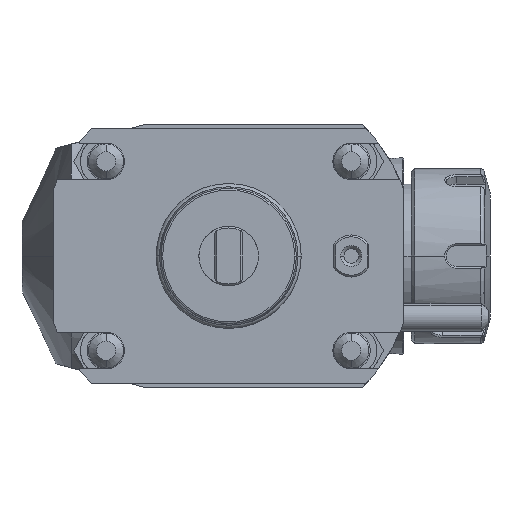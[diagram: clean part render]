
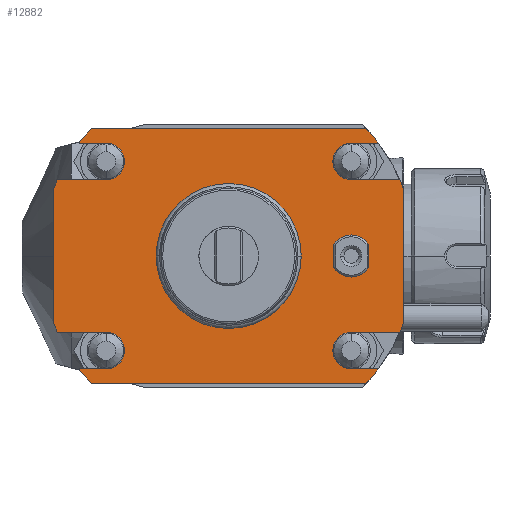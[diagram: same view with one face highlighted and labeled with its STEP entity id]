
A CAD part, front view. The second image highlights one B-rep face of the part: STEP entity #12882.
In plain terms, the highlighted planar face has unit normal (0, -1, 0).
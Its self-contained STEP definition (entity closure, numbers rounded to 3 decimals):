
#3966=DIRECTION('',(1.,0.,0.));
#3967=VECTOR('',#3966,7.687);
#3968=CARTESIAN_POINT('',(35.,0.,-32.25));
#3969=LINE('',#3968,#3967);
#3970=CARTESIAN_POINT('',(0.,0.,0.));
#3971=DIRECTION('',(0.,1.,0.));
#3972=DIRECTION('',(0.798,0.,-0.603));
#3973=AXIS2_PLACEMENT_3D('',#3970,#3971,#3972);
#3975=DIRECTION('',(-1.,0.,0.));
#3976=VECTOR('',#3975,78.23);
#3977=CARTESIAN_POINT('',(39.115,0.,-36.5));
#3978=LINE('',#3977,#3976);
#3979=CARTESIAN_POINT('',(0.,0.,0.));
#3980=DIRECTION('',(0.,1.,0.));
#3981=DIRECTION('',(-0.731,0.,-0.682));
#3982=AXIS2_PLACEMENT_3D('',#3979,#3980,#3981);
#3984=DIRECTION('',(1.,0.,0.));
#3985=VECTOR('',#3984,7.687);
#3986=CARTESIAN_POINT('',(-42.687,0.,-32.25));
#3987=LINE('',#3986,#3985);
#3988=CARTESIAN_POINT('',(-35.,0.,-27.));
#3989=DIRECTION('',(0.,-1.,0.));
#3990=DIRECTION('',(0.,0.,-1.));
#3991=AXIS2_PLACEMENT_3D('',#3988,#3989,#3990);
#3993=DIRECTION('',(-1.,0.,0.));
#3994=VECTOR('',#3993,13.879);
#3995=CARTESIAN_POINT('',(-35.,0.,-21.75));
#3996=LINE('',#3995,#3994);
#3997=CARTESIAN_POINT('',(0.,0.,0.));
#3998=DIRECTION('',(0.,1.,0.));
#3999=DIRECTION('',(-0.914,0.,-0.407));
#4000=AXIS2_PLACEMENT_3D('',#3997,#3998,#3999);
#4002=DIRECTION('',(0.,0.,1.));
#4003=VECTOR('',#4002,38.066);
#4004=CARTESIAN_POINT('',(-50.,0.,-19.033));
#4005=LINE('',#4004,#4003);
#4006=CARTESIAN_POINT('',(0.,0.,0.));
#4007=DIRECTION('',(0.,1.,0.));
#4008=DIRECTION('',(-0.935,0.,0.356));
#4009=AXIS2_PLACEMENT_3D('',#4006,#4007,#4008);
#4011=DIRECTION('',(1.,0.,0.));
#4012=VECTOR('',#4011,13.879);
#4013=CARTESIAN_POINT('',(-48.879,0.,21.75));
#4014=LINE('',#4013,#4012);
#4015=CARTESIAN_POINT('',(-35.,0.,27.));
#4016=DIRECTION('',(0.,-1.,0.));
#4017=DIRECTION('',(0.,0.,-1.));
#4018=AXIS2_PLACEMENT_3D('',#4015,#4016,#4017);
#4020=DIRECTION('',(-1.,0.,0.));
#4021=VECTOR('',#4020,7.687);
#4022=CARTESIAN_POINT('',(-35.,0.,32.25));
#4023=LINE('',#4022,#4021);
#4024=CARTESIAN_POINT('',(0.,0.,0.));
#4025=DIRECTION('',(0.,1.,0.));
#4026=DIRECTION('',(-0.798,0.,0.603));
#4027=AXIS2_PLACEMENT_3D('',#4024,#4025,#4026);
#4029=DIRECTION('',(1.,0.,0.));
#4030=VECTOR('',#4029,78.23);
#4031=CARTESIAN_POINT('',(-39.115,0.,36.5));
#4032=LINE('',#4031,#4030);
#4033=CARTESIAN_POINT('',(0.,0.,0.));
#4034=DIRECTION('',(0.,1.,0.));
#4035=DIRECTION('',(0.731,0.,0.682));
#4036=AXIS2_PLACEMENT_3D('',#4033,#4034,#4035);
#4038=DIRECTION('',(-1.,0.,0.));
#4039=VECTOR('',#4038,7.687);
#4040=CARTESIAN_POINT('',(42.687,0.,32.25));
#4041=LINE('',#4040,#4039);
#4042=CARTESIAN_POINT('',(35.,0.,27.));
#4043=DIRECTION('',(0.,-1.,0.));
#4044=DIRECTION('',(0.,0.,1.));
#4045=AXIS2_PLACEMENT_3D('',#4042,#4043,#4044);
#4047=DIRECTION('',(1.,0.,0.));
#4048=VECTOR('',#4047,13.879);
#4049=CARTESIAN_POINT('',(35.,0.,21.75));
#4050=LINE('',#4049,#4048);
#4051=CARTESIAN_POINT('',(0.,0.,0.));
#4052=DIRECTION('',(0.,1.,0.));
#4053=DIRECTION('',(0.914,0.,0.407));
#4054=AXIS2_PLACEMENT_3D('',#4051,#4052,#4053);
#4056=DIRECTION('',(0.,0.,-1.));
#4057=VECTOR('',#4056,38.066);
#4058=CARTESIAN_POINT('',(50.,0.,19.033));
#4059=LINE('',#4058,#4057);
#4060=CARTESIAN_POINT('',(0.,0.,0.));
#4061=DIRECTION('',(0.,1.,0.));
#4062=DIRECTION('',(0.935,0.,-0.356));
#4063=AXIS2_PLACEMENT_3D('',#4060,#4061,#4062);
#4065=DIRECTION('',(-1.,0.,0.));
#4066=VECTOR('',#4065,13.879);
#4067=CARTESIAN_POINT('',(48.879,0.,-21.75));
#4068=LINE('',#4067,#4066);
#4069=CARTESIAN_POINT('',(35.,0.,-27.));
#4070=DIRECTION('',(0.,-1.,0.));
#4071=DIRECTION('',(0.,0.,1.));
#4072=AXIS2_PLACEMENT_3D('',#4069,#4070,#4071);
#5531=CARTESIAN_POINT('',(35.,0.,0.));
#5532=DIRECTION('',(0.,-1.,0.));
#5533=DIRECTION('',(-0.833,0.,-0.553));
#5534=AXIS2_PLACEMENT_3D('',#5531,#5532,#5533);
#5549=DIRECTION('',(0.,0.,-1.));
#5550=VECTOR('',#5549,6.633);
#5551=CARTESIAN_POINT('',(30.,0.,3.317));
#5552=LINE('',#5551,#5550);
#5557=CARTESIAN_POINT('',(35.,0.,0.));
#5558=DIRECTION('',(0.,-1.,0.));
#5559=DIRECTION('',(0.833,0.,0.553));
#5560=AXIS2_PLACEMENT_3D('',#5557,#5558,#5559);
#5575=DIRECTION('',(0.,0.,-1.));
#5576=VECTOR('',#5575,6.633);
#5577=CARTESIAN_POINT('',(40.,0.,3.317));
#5578=LINE('',#5577,#5576);
#5675=CARTESIAN_POINT('',(0.,0.,0.));
#5676=DIRECTION('',(0.,1.,0.));
#5677=DIRECTION('',(1.,0.,0.));
#5678=AXIS2_PLACEMENT_3D('',#5675,#5676,#5677);
#5680=CARTESIAN_POINT('',(0.,0.,0.));
#5681=DIRECTION('',(0.,1.,0.));
#5682=DIRECTION('',(-1.,0.,0.));
#5683=AXIS2_PLACEMENT_3D('',#5680,#5681,#5682);
#8034=CARTESIAN_POINT('',(35.,0.,32.25));
#8035=CARTESIAN_POINT('',(35.,0.,21.75));
#8036=VERTEX_POINT('',#8034);
#8037=VERTEX_POINT('',#8035);
#8042=CARTESIAN_POINT('',(35.,0.,-21.75));
#8043=CARTESIAN_POINT('',(35.,0.,-32.25));
#8044=VERTEX_POINT('',#8042);
#8045=VERTEX_POINT('',#8043);
#8050=CARTESIAN_POINT('',(-35.,0.,21.75));
#8051=CARTESIAN_POINT('',(-35.,0.,32.25));
#8052=VERTEX_POINT('',#8050);
#8053=VERTEX_POINT('',#8051);
#8058=CARTESIAN_POINT('',(-35.,0.,-32.25));
#8059=CARTESIAN_POINT('',(-35.,0.,-21.75));
#8060=VERTEX_POINT('',#8058);
#8061=VERTEX_POINT('',#8059);
#8860=CARTESIAN_POINT('',(-48.879,0.,-21.75));
#8861=CARTESIAN_POINT('',(-50.,0.,-19.033));
#8862=VERTEX_POINT('',#8860);
#8863=VERTEX_POINT('',#8861);
#8864=CARTESIAN_POINT('',(-50.,0.,19.033));
#8865=CARTESIAN_POINT('',(-48.879,0.,21.75));
#8866=VERTEX_POINT('',#8864);
#8867=VERTEX_POINT('',#8865);
#8868=CARTESIAN_POINT('',(-42.687,0.,32.25));
#8869=CARTESIAN_POINT('',(-39.115,0.,36.5));
#8870=VERTEX_POINT('',#8868);
#8871=VERTEX_POINT('',#8869);
#8872=CARTESIAN_POINT('',(39.115,0.,36.5));
#8873=CARTESIAN_POINT('',(42.687,0.,32.25));
#8874=VERTEX_POINT('',#8872);
#8875=VERTEX_POINT('',#8873);
#8876=CARTESIAN_POINT('',(48.879,0.,21.75));
#8877=CARTESIAN_POINT('',(50.,0.,19.033));
#8878=VERTEX_POINT('',#8876);
#8879=VERTEX_POINT('',#8877);
#8880=CARTESIAN_POINT('',(50.,0.,-19.033));
#8881=CARTESIAN_POINT('',(48.879,0.,-21.75));
#8882=VERTEX_POINT('',#8880);
#8883=VERTEX_POINT('',#8881);
#8884=CARTESIAN_POINT('',(42.687,0.,-32.25));
#8885=CARTESIAN_POINT('',(39.115,0.,-36.5));
#8886=VERTEX_POINT('',#8884);
#8887=VERTEX_POINT('',#8885);
#8888=CARTESIAN_POINT('',(-39.115,0.,-36.5));
#8889=CARTESIAN_POINT('',(-42.687,0.,-32.25));
#8890=VERTEX_POINT('',#8888);
#8891=VERTEX_POINT('',#8889);
#8904=CARTESIAN_POINT('',(19.853,0.,0.));
#8905=CARTESIAN_POINT('',(-19.853,0.,0.));
#8906=VERTEX_POINT('',#8904);
#8907=VERTEX_POINT('',#8905);
#8912=CARTESIAN_POINT('',(30.,0.,-3.317));
#8913=CARTESIAN_POINT('',(40.,0.,-3.317));
#8914=VERTEX_POINT('',#8912);
#8915=VERTEX_POINT('',#8913);
#8916=CARTESIAN_POINT('',(40.,0.,3.317));
#8917=CARTESIAN_POINT('',(30.,0.,3.317));
#8918=VERTEX_POINT('',#8916);
#8919=VERTEX_POINT('',#8917);
#12816=CARTESIAN_POINT('',(0.,0.,0.));
#12817=DIRECTION('',(0.,-1.,0.));
#12818=DIRECTION('',(-1.,0.,0.));
#12819=AXIS2_PLACEMENT_3D('',#12816,#12817,#12818);
#12820=PLANE('',#12819);
#12822=ORIENTED_EDGE('',*,*,#12821,.T.);
#12824=ORIENTED_EDGE('',*,*,#12823,.T.);
#12826=ORIENTED_EDGE('',*,*,#12825,.T.);
#12828=ORIENTED_EDGE('',*,*,#12827,.T.);
#12830=ORIENTED_EDGE('',*,*,#12829,.T.);
#12832=ORIENTED_EDGE('',*,*,#12831,.T.);
#12834=ORIENTED_EDGE('',*,*,#12833,.T.);
#12836=ORIENTED_EDGE('',*,*,#12835,.T.);
#12838=ORIENTED_EDGE('',*,*,#12837,.T.);
#12840=ORIENTED_EDGE('',*,*,#12839,.T.);
#12842=ORIENTED_EDGE('',*,*,#12841,.T.);
#12844=ORIENTED_EDGE('',*,*,#12843,.T.);
#12845=ORIENTED_EDGE('',*,*,#12736,.T.);
#12846=ORIENTED_EDGE('',*,*,#12754,.T.);
#12847=ORIENTED_EDGE('',*,*,#12768,.T.);
#12848=ORIENTED_EDGE('',*,*,#12789,.T.);
#12849=ORIENTED_EDGE('',*,*,#12802,.T.);
#12851=ORIENTED_EDGE('',*,*,#12850,.T.);
#12853=ORIENTED_EDGE('',*,*,#12852,.T.);
#12855=ORIENTED_EDGE('',*,*,#12854,.T.);
#12857=ORIENTED_EDGE('',*,*,#12856,.T.);
#12859=ORIENTED_EDGE('',*,*,#12858,.T.);
#12861=ORIENTED_EDGE('',*,*,#12860,.T.);
#12863=ORIENTED_EDGE('',*,*,#12862,.T.);
#12864=EDGE_LOOP('',(#12822,#12824,#12826,#12828,#12830,#12832,#12834,#12836,
#12838,#12840,#12842,#12844,#12845,#12846,#12847,#12848,#12849,#12851,#12853,
#12855,#12857,#12859,#12861,#12863));
#12865=FACE_OUTER_BOUND('',#12864,.F.);
#12867=ORIENTED_EDGE('',*,*,#12866,.T.);
#12869=ORIENTED_EDGE('',*,*,#12868,.F.);
#12871=ORIENTED_EDGE('',*,*,#12870,.T.);
#12873=ORIENTED_EDGE('',*,*,#12872,.T.);
#12874=EDGE_LOOP('',(#12867,#12869,#12871,#12873));
#12875=FACE_BOUND('',#12874,.F.);
#12877=ORIENTED_EDGE('',*,*,#12876,.F.);
#12879=ORIENTED_EDGE('',*,*,#12878,.F.);
#12880=EDGE_LOOP('',(#12877,#12879));
#12881=FACE_BOUND('',#12880,.F.);
#3974=CIRCLE('',#3973,53.5);
#3983=CIRCLE('',#3982,53.5);
#3992=CIRCLE('',#3991,5.25);
#4001=CIRCLE('',#4000,53.5);
#4010=CIRCLE('',#4009,53.5);
#4019=CIRCLE('',#4018,5.25);
#4028=CIRCLE('',#4027,53.5);
#4037=CIRCLE('',#4036,53.5);
#4046=CIRCLE('',#4045,5.25);
#4055=CIRCLE('',#4054,53.5);
#4064=CIRCLE('',#4063,53.5);
#4073=CIRCLE('',#4072,5.25);
#5535=CIRCLE('',#5534,6.);
#5561=CIRCLE('',#5560,6.);
#5679=CIRCLE('',#5678,19.853);
#5684=CIRCLE('',#5683,19.853);
#12736=EDGE_CURVE('',#8053,#8870,#4023,.T.);
#12754=EDGE_CURVE('',#8870,#8871,#4028,.T.);
#12768=EDGE_CURVE('',#8871,#8874,#4032,.T.);
#12789=EDGE_CURVE('',#8874,#8875,#4037,.T.);
#12802=EDGE_CURVE('',#8875,#8036,#4041,.T.);
#12821=EDGE_CURVE('',#8045,#8886,#3969,.T.);
#12823=EDGE_CURVE('',#8886,#8887,#3974,.T.);
#12825=EDGE_CURVE('',#8887,#8890,#3978,.T.);
#12827=EDGE_CURVE('',#8890,#8891,#3983,.T.);
#12829=EDGE_CURVE('',#8891,#8060,#3987,.T.);
#12831=EDGE_CURVE('',#8060,#8061,#3992,.T.);
#12833=EDGE_CURVE('',#8061,#8862,#3996,.T.);
#12835=EDGE_CURVE('',#8862,#8863,#4001,.T.);
#12837=EDGE_CURVE('',#8863,#8866,#4005,.T.);
#12839=EDGE_CURVE('',#8866,#8867,#4010,.T.);
#12841=EDGE_CURVE('',#8867,#8052,#4014,.T.);
#12843=EDGE_CURVE('',#8052,#8053,#4019,.T.);
#12850=EDGE_CURVE('',#8036,#8037,#4046,.T.);
#12852=EDGE_CURVE('',#8037,#8878,#4050,.T.);
#12854=EDGE_CURVE('',#8878,#8879,#4055,.T.);
#12856=EDGE_CURVE('',#8879,#8882,#4059,.T.);
#12858=EDGE_CURVE('',#8882,#8883,#4064,.T.);
#12860=EDGE_CURVE('',#8883,#8044,#4068,.T.);
#12862=EDGE_CURVE('',#8044,#8045,#4073,.T.);
#12866=EDGE_CURVE('',#8914,#8915,#5535,.T.);
#12868=EDGE_CURVE('',#8918,#8915,#5578,.T.);
#12870=EDGE_CURVE('',#8918,#8919,#5561,.T.);
#12872=EDGE_CURVE('',#8919,#8914,#5552,.T.);
#12876=EDGE_CURVE('',#8906,#8907,#5679,.T.);
#12878=EDGE_CURVE('',#8907,#8906,#5684,.T.);
#12882=ADVANCED_FACE('',(#12865,#12875,#12881),#12820,.T.);
